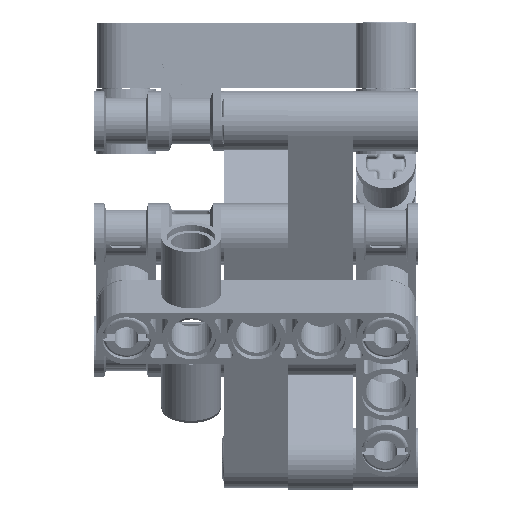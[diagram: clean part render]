
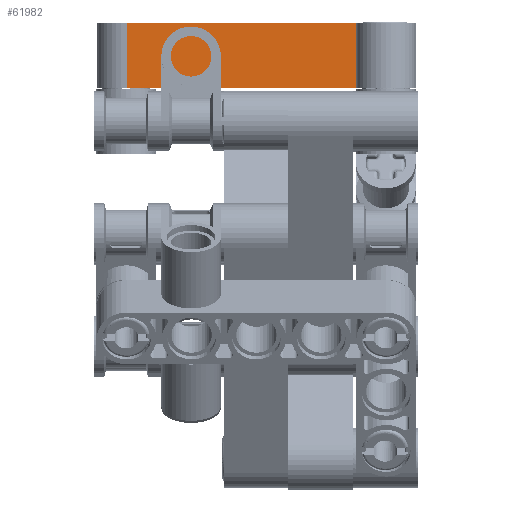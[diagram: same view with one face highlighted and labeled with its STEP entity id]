
A CAD part, left-side view. The second image highlights one B-rep face of the part: STEP entity #61982.
In plain terms, the highlighted face is planar.
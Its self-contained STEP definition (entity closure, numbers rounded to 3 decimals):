
#8787=FACE_OUTER_BOUND('',#12423,.T.);
#12423=EDGE_LOOP('',(#41486,#41487,#41488,#41489));
#16506=LINE('',#92094,#20630);
#16523=LINE('',#92168,#20647);
#16526=LINE('',#92173,#20650);
#16527=LINE('',#92174,#20651);
#20630=VECTOR('',#73623,8.);
#20647=VECTOR('',#73702,8.);
#20650=VECTOR('',#73709,28.325);
#20651=VECTOR('',#73710,28.325);
#24824=VERTEX_POINT('',#92092);
#24825=VERTEX_POINT('',#92093);
#24850=VERTEX_POINT('',#92164);
#24851=VERTEX_POINT('',#92166);
#31368=EDGE_CURVE('',#24824,#24825,#16506,.T.);
#31405=EDGE_CURVE('',#24850,#24851,#16523,.T.);
#31408=EDGE_CURVE('',#24850,#24824,#16526,.T.);
#31409=EDGE_CURVE('',#24851,#24825,#16527,.T.);
#41486=ORIENTED_EDGE('',*,*,#31408,.F.);
#41487=ORIENTED_EDGE('',*,*,#31405,.T.);
#41488=ORIENTED_EDGE('',*,*,#31409,.T.);
#41489=ORIENTED_EDGE('',*,*,#31368,.F.);
#60585=PLANE('',#65953);
#61982=ADVANCED_FACE('',(#8787),#60585,.F.);
#65953=AXIS2_PLACEMENT_3D('',#92172,#73707,#73708);
#73623=DIRECTION('',(0.,0.,-1.));
#73702=DIRECTION('',(0.,0.,-1.));
#73707=DIRECTION('center_axis',(0.,-1.,0.));
#73708=DIRECTION('ref_axis',(0.,0.,-1.));
#73709=DIRECTION('',(-1.,0.,0.));
#73710=DIRECTION('',(-1.,0.,0.));
#92092=CARTESIAN_POINT('',(0.,3.675,4.));
#92093=CARTESIAN_POINT('',(0.,3.675,-4.));
#92094=CARTESIAN_POINT('',(0.,3.675,4.));
#92164=CARTESIAN_POINT('',(28.325,3.675,4.));
#92166=CARTESIAN_POINT('',(28.325,3.675,-4.));
#92168=CARTESIAN_POINT('',(28.325,3.675,4.));
#92172=CARTESIAN_POINT('Origin',(0.,3.675,0.));
#92173=CARTESIAN_POINT('',(28.325,3.675,4.));
#92174=CARTESIAN_POINT('',(28.325,3.675,-4.));
